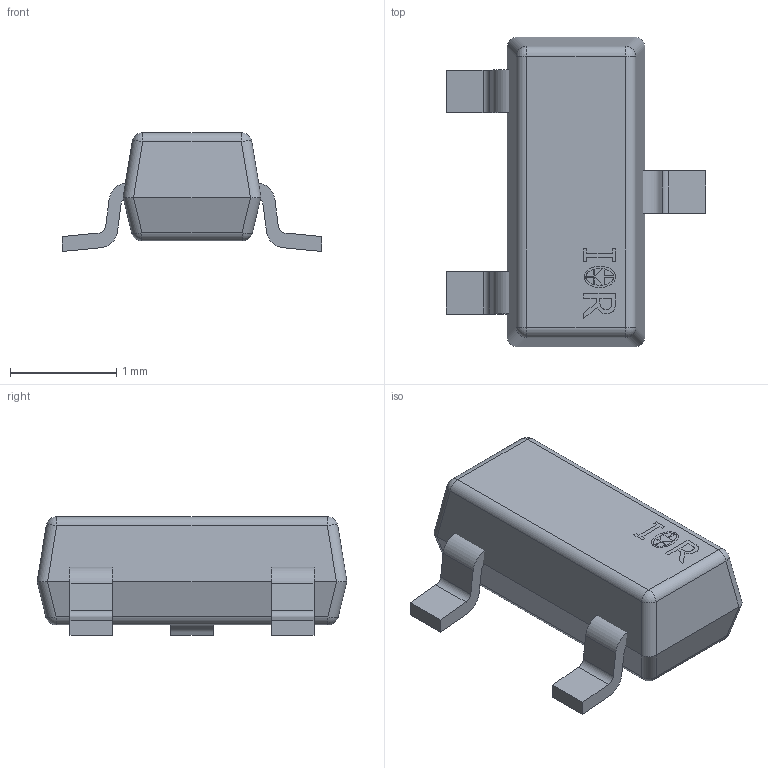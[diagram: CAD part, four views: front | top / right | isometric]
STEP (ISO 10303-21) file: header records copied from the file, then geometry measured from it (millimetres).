
FILE_DESCRIPTION(/* description */ (''),/* implementation_level */ '2;1');
FILE_NAME(/* name */ '1.stp',/* time_stamp */ '2020-04-06T23:22:08+02:00',/* author */ ('k'),/* organization */ (''),/* preprocessor_version */ 'ST-DEVELOPER v15.6',/* originating_system */ 'Autodesk Inventor 2015',/* authorisation */ '');
FILE_SCHEMA (('AUTOMOTIVE_DESIGN { 1 0 10303 214 3 1 1 }'));
Length unit declared in the file: millimetre
Products named in the file (4): 1; 2; IRF logo
Bounding box: 2.45 x 2.92 x 1.12 mm (x, y, z)
Volume: 3.6 mm3; surface area: 18 mm2
Topology: 7 solids, 7 shells, 133 faces, 335 edges, 216 vertices
Faces by surface type: plane 83, cylinder 28, bspline 14, sphere 8
Entity records: 4133 total; most frequent: CARTESIAN_POINT 830, ORIENTED_EDGE 670, DIRECTION 648, EDGE_CURVE 335, LINE 244, VECTOR 244, VERTEX_POINT 216, AXIS2_PLACEMENT_3D 202
